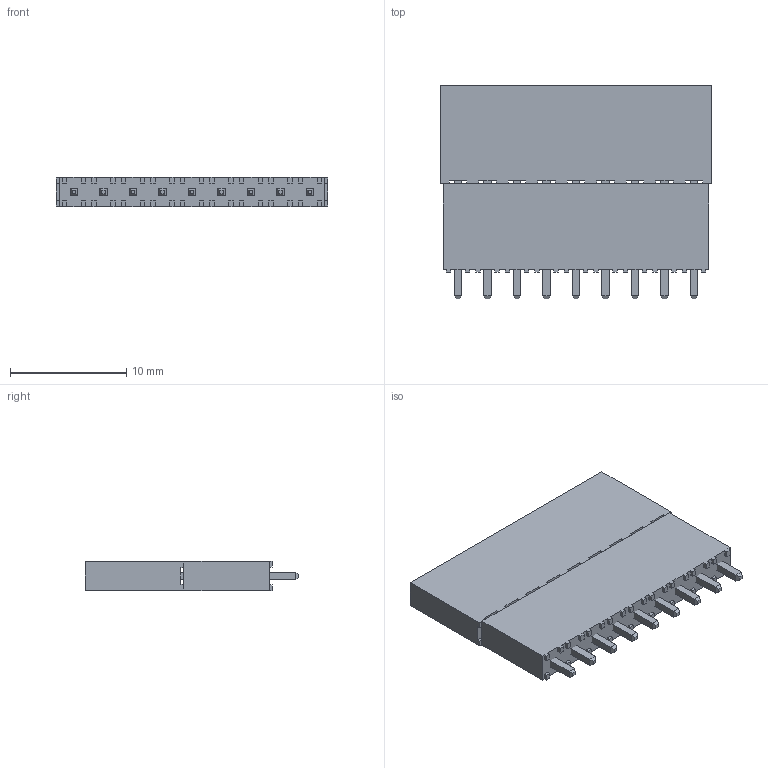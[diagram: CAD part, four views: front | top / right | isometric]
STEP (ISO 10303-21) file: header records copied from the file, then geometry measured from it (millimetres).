
FILE_DESCRIPTION(/* description */ ('STEP AP214'),/* implementation_level */ '2;1');
FILE_NAME(/* name */ 'ESQ-109-33-G-S',/* time_stamp */ '2025-05-06T11:36:45+02:00',/* author */ ('License CC BY-ND 4.0'),/* organization */ ('CADENAS'),/* preprocessor_version */ 'ST-DEVELOPER v19.3',/* originating_system */ 'PARTsolutions',/* authorisation */ ' ');
FILE_SCHEMA (('AUTOMOTIVE_DESIGN {1 0 10303 214 3 1 1}'));
Length unit declared in the file: inch
Products named in the file (5): ESQ-109-33-G-S; ESQ-109-33-G-S_socket; ESQ-109-33-G-S_pins; ESQ-109-33-G-S2_pins; ESQ-109-33-G-S-LL_bpins
Assembly tree (4 placements, depth 2):
  ESQ-109-33-G-S
    ESQ-109-33-G-S_socket
    ESQ-109-33-G-S_pins
    ESQ-109-33-G-S2_pins
    ESQ-109-33-G-S-LL_bpins
Bounding box: 23.37 x 18.41 x 2.54 mm (x, y, z)
Volume: 908.1 mm3; surface area: 1776.3 mm2
Topology: 4 solids, 4 shells, 469 faces, 1266 edges, 832 vertices
Faces by surface type: plane 460, cylinder 9
Entity records: 14500 total; most frequent: CARTESIAN_POINT 2572, ORIENTED_EDGE 2532, DIRECTION 2232, EDGE_CURVE 1266, LINE 1248, VECTOR 1248, VERTEX_POINT 832, EDGE_LOOP 496
